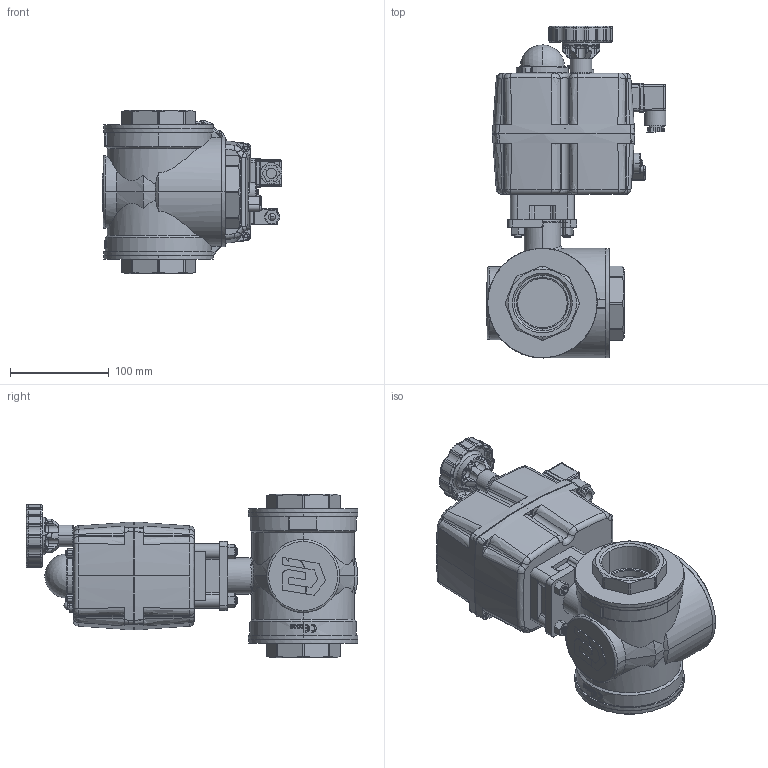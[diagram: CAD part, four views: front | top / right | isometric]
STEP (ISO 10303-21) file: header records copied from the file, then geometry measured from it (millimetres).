
FILE_DESCRIPTION (( 'STEP AP214' ), '1' );
FILE_NAME ('EK08000008_DN50.STEP', '2022-05-18T06:22:33', ( '' ), ( '' ), 'SwSTEP 2.0', 'SolidWorks 2021', '' );
FILE_SCHEMA (( 'AUTOMOTIVE_DESIGN' ));
Length unit declared in the file: metre
Products named in the file (1): EK08000008_DN50
Bounding box: 182.5 x 336.5 x 166 mm (x, y, z)
Surface area: 247894.1 mm2 (no closed solid volume)
Topology: 0 solids, 62 shells, 1529 faces, 5292 edges, 3690 vertices
Faces by surface type: cylinder 506, plane 467, torus 305, bspline 128, cone 108, sphere 15
Entity records: 104542 total; most frequent: CARTESIAN_POINT 44812, DIRECTION 8953, ORIENTED_EDGE 8480, EDGE_CURVE 5241, VERTEX_POINT 3689, AXIS2_PLACEMENT_3D 3556, CIRCLE 2154, LINE 1841
